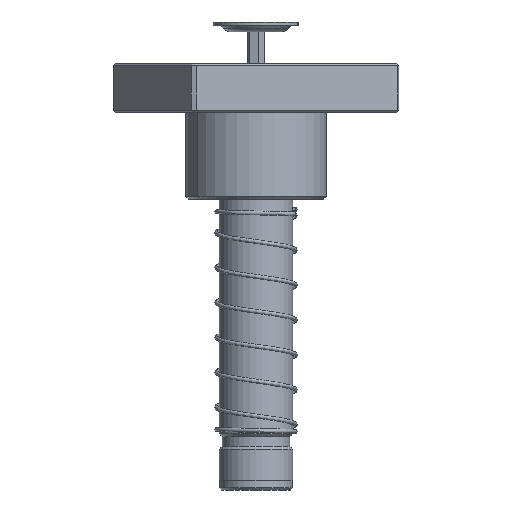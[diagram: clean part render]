
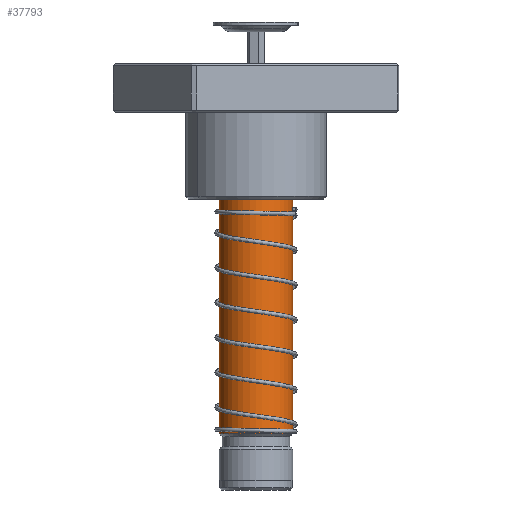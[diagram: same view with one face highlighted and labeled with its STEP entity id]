
A CAD part, front view. The second image highlights one B-rep face of the part: STEP entity #37793.
In plain terms, the highlighted cylindrical face has radius 19 mm (diameter 38 mm), a partial arc.
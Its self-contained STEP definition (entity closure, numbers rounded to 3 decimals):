
#485 = EDGE_CURVE ( 'NONE', #4493, #30587, #28214, .T. ) ;
#2193 = DIRECTION ( 'NONE',  ( -1., 0., 0. ) ) ;
#3162 = CYLINDRICAL_SURFACE ( 'NONE', #49497, 19. ) ;
#3257 = CARTESIAN_POINT ( 'NONE',  ( -19., 0., 220. ) ) ;
#4493 = VERTEX_POINT ( 'NONE', #30232 ) ;
#5619 = AXIS2_PLACEMENT_3D ( 'NONE', #38730, #34380, #14631 ) ;
#8942 = ORIENTED_EDGE ( 'NONE', *, *, #485, .T. ) ;
#9322 = CARTESIAN_POINT ( 'NONE',  ( 19., 0., 29. ) ) ;
#10345 = EDGE_LOOP ( 'NONE', ( #16182, #23262, #8942, #35377 ) ) ;
#10803 = DIRECTION ( 'NONE',  ( 0., 0., -1. ) ) ;
#12945 = LINE ( 'NONE', #39292, #51195 ) ;
#14631 = DIRECTION ( 'NONE',  ( 1., 0., 0. ) ) ;
#15192 = DIRECTION ( 'NONE',  ( -1., 0., 0. ) ) ;
#16182 = ORIENTED_EDGE ( 'NONE', *, *, #25664, .F. ) ;
#16585 = CARTESIAN_POINT ( 'NONE',  ( -19., 0., 29. ) ) ;
#17973 = CARTESIAN_POINT ( 'NONE',  ( 0., 0., 29. ) ) ;
#18148 = CARTESIAN_POINT ( 'NONE',  ( 19., 0., 217. ) ) ;
#23262 = ORIENTED_EDGE ( 'NONE', *, *, #50925, .T. ) ;
#23364 = VERTEX_POINT ( 'NONE', #18148 ) ;
#25068 = FACE_OUTER_BOUND ( 'NONE', #10345, .T. ) ;
#25664 = EDGE_CURVE ( 'NONE', #23364, #43930, #12945, .T. ) ;
#28214 = LINE ( 'NONE', #3257, #31943 ) ;
#30232 = CARTESIAN_POINT ( 'NONE',  ( -19., 0., 217. ) ) ;
#30587 = VERTEX_POINT ( 'NONE', #16585 ) ;
#31943 = VECTOR ( 'NONE', #43334, 1000. ) ;
#33464 = AXIS2_PLACEMENT_3D ( 'NONE', #17973, #34443, #2193 ) ;
#34380 = DIRECTION ( 'NONE',  ( 0., 0., -1. ) ) ;
#34443 = DIRECTION ( 'NONE',  ( 0., 0., -1. ) ) ;
#34550 = CIRCLE ( 'NONE', #5619, 19. ) ;
#35199 = CIRCLE ( 'NONE', #33464, 19. ) ;
#35377 = ORIENTED_EDGE ( 'NONE', *, *, #50288, .F. ) ;
#37793 = ADVANCED_FACE ( 'NONE', ( #25068 ), #3162, .T. ) ;
#38730 = CARTESIAN_POINT ( 'NONE',  ( 0., 0., 217. ) ) ;
#39292 = CARTESIAN_POINT ( 'NONE',  ( 19., 0., 220. ) ) ;
#40501 = DIRECTION ( 'NONE',  ( 0., 0., -1. ) ) ;
#43334 = DIRECTION ( 'NONE',  ( 0., 0., -1. ) ) ;
#43930 = VERTEX_POINT ( 'NONE', #9322 ) ;
#49497 = AXIS2_PLACEMENT_3D ( 'NONE', #50894, #10803, #15192 ) ;
#50288 = EDGE_CURVE ( 'NONE', #43930, #30587, #35199, .T. ) ;
#50894 = CARTESIAN_POINT ( 'NONE',  ( 0., 0., 220. ) ) ;
#50925 = EDGE_CURVE ( 'NONE', #23364, #4493, #34550, .T. ) ;
#51195 = VECTOR ( 'NONE', #40501, 1000. ) ;
